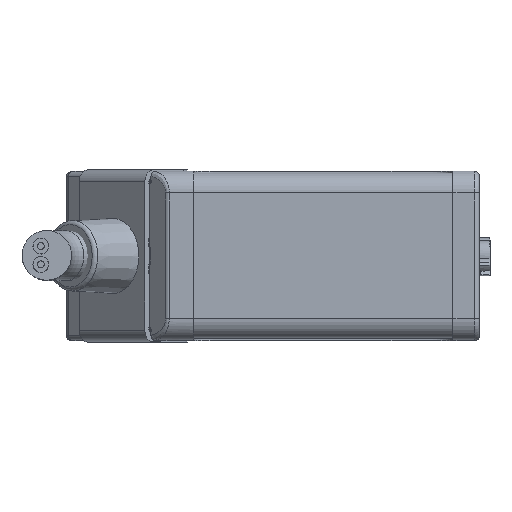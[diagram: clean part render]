
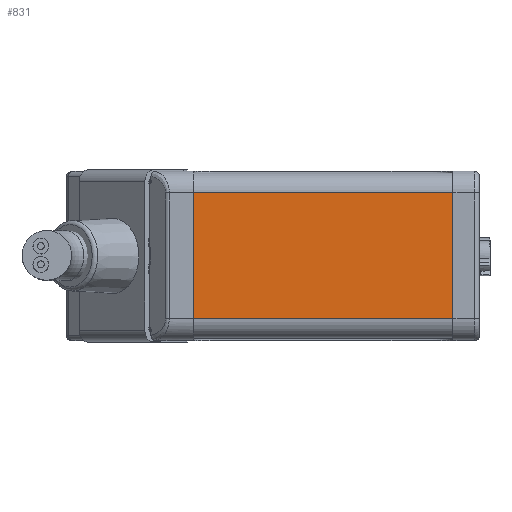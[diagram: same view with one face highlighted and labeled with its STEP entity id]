
A CAD part, top view. The second image highlights one B-rep face of the part: STEP entity #831.
In plain terms, the highlighted planar face has unit normal (0, 0, 1).
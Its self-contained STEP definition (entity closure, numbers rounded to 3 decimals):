
#831 = ADVANCED_FACE( '', ( #1653 ), #1654, .T. );
#1653 = FACE_OUTER_BOUND( '', #2565, .T. );
#1654 = PLANE( '', #2566 );
#2565 = EDGE_LOOP( '', ( #4451, #4452, #4453, #4454 ) );
#2566 = AXIS2_PLACEMENT_3D( '', #4455, #4456, #4457 );
#4451 = ORIENTED_EDGE( '', *, *, #5862, .F. );
#4452 = ORIENTED_EDGE( '', *, *, #5828, .F. );
#4453 = ORIENTED_EDGE( '', *, *, #5863, .T. );
#4454 = ORIENTED_EDGE( '', *, *, #5864, .T. );
#4455 = CARTESIAN_POINT( '', ( -3.4, 4.35, 19.85 ) );
#4456 = DIRECTION( '', ( 0., 0., 1. ) );
#4457 = DIRECTION( '', ( 1., 0., 0. ) );
#5828 = EDGE_CURVE( '', #7089, #7087, #7091, .T. );
#5862 = EDGE_CURVE( '', #7087, #7132, #7133, .T. );
#5863 = EDGE_CURVE( '', #7089, #7134, #7135, .T. );
#5864 = EDGE_CURVE( '', #7134, #7132, #7136, .T. );
#7087 = VERTEX_POINT( '', #8743 );
#7089 = VERTEX_POINT( '', #8745 );
#7091 = LINE( '', #8747, #8748 );
#7132 = VERTEX_POINT( '', #8807 );
#7133 = LINE( '', #8808, #8809 );
#7134 = VERTEX_POINT( '', #8810 );
#7135 = LINE( '', #8811, #8812 );
#7136 = LINE( '', #8813, #8814 );
#8743 = CARTESIAN_POINT( '', ( 13.602, 4.75, 19.85 ) );
#8745 = CARTESIAN_POINT( '', ( -6., 4.75, 19.85 ) );
#8747 = CARTESIAN_POINT( '', ( -3.4, 4.75, 19.85 ) );
#8748 = VECTOR( '', #9943, 1000. );
#8807 = CARTESIAN_POINT( '', ( 13.602, -4.75, 19.85 ) );
#8808 = CARTESIAN_POINT( '', ( 13.602, 4.25, 19.85 ) );
#8809 = VECTOR( '', #9974, 1000. );
#8810 = CARTESIAN_POINT( '', ( -6., -4.75, 19.85 ) );
#8811 = CARTESIAN_POINT( '', ( -6., 4.35, 19.85 ) );
#8812 = VECTOR( '', #9975, 1000. );
#8813 = CARTESIAN_POINT( '', ( -3.4, -4.75, 19.85 ) );
#8814 = VECTOR( '', #9976, 1000. );
#9943 = DIRECTION( '', ( 1., 0., 0. ) );
#9974 = DIRECTION( '', ( 0., -1., 0. ) );
#9975 = DIRECTION( '', ( 0., -1., 0. ) );
#9976 = DIRECTION( '', ( 1., 0., 0. ) );
